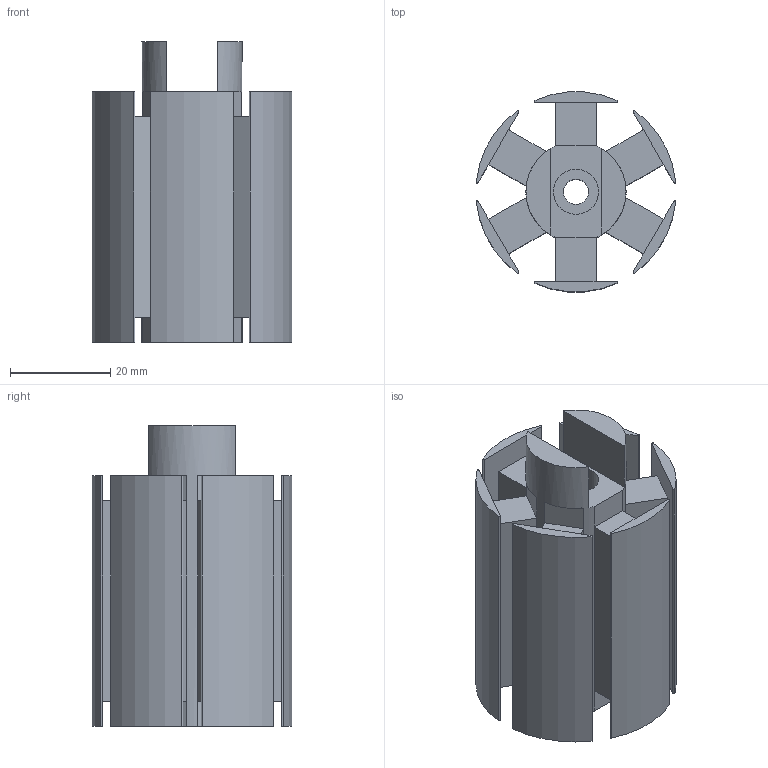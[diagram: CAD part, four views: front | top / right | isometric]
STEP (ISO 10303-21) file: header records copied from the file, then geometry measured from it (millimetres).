
FILE_DESCRIPTION(('FreeCAD Model'),'2;1');
FILE_NAME('Open CASCADE Shape Model','2025-01-10T08:48:51',('Author'),( ''),'Open CASCADE STEP processor 7.8','FreeCAD','Unknown');
FILE_SCHEMA(('AUTOMOTIVE_DESIGN { 1 0 10303 214 1 1 1 1 }'));
Length unit declared in the file: millimetre
Products named in the file (1): ElectricMagnet
Bounding box: 39.8 x 39.86 x 60 mm (x, y, z)
Volume: 38575.4 mm3; surface area: 17060 mm2
Topology: 1 solids, 1 shells, 95 faces, 245 edges, 155 vertices
Faces by surface type: plane 72, cylinder 23
Full cylindrical faces by diameter (mm): 5 x1, 9 x2
Entity records: 2883 total; most frequent: CARTESIAN_POINT 496, DIRECTION 495, ORIENTED_EDGE 490, EDGE_CURVE 245, LINE 187, VECTOR 187, VERTEX_POINT 155, AXIS2_PLACEMENT_3D 154
